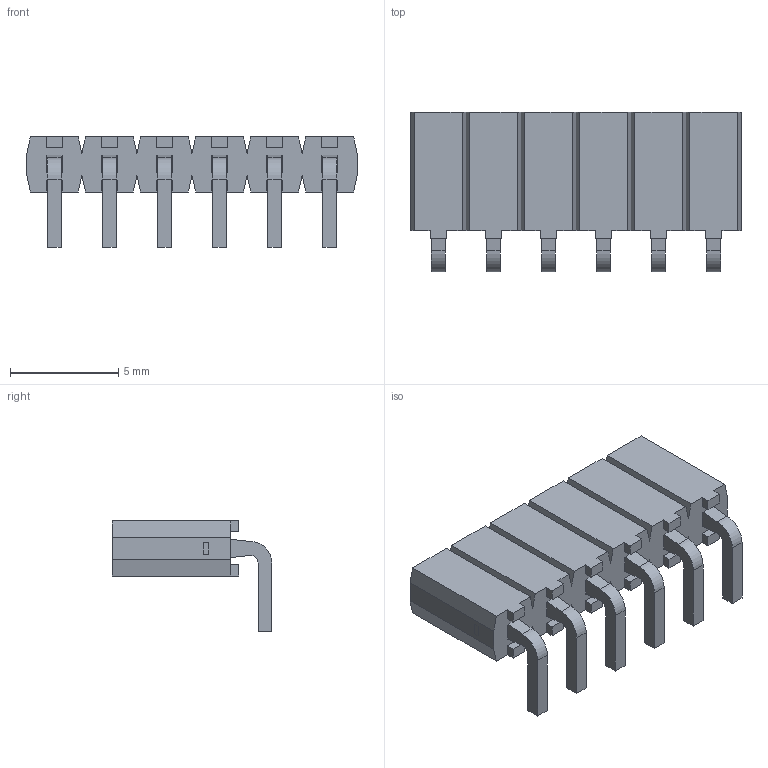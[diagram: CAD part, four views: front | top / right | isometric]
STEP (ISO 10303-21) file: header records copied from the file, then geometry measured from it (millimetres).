
FILE_DESCRIPTION(/* description */ (''),/* implementation_level */ '2;1');
FILE_NAME(/* name */ 'Header_Cassable_6Short-pins_AG3 v1.step',/* time_stamp */ '2020-05-23T16:54:28-04:00',/* author */ (''),/* organization */ (''),/* preprocessor_version */ 'ST-DEVELOPER v18.1',/* originating_system */ 'Autodesk Translation Framework v9.3.0.1241',/* authorisation */ '');
FILE_SCHEMA (('AUTOMOTIVE_DESIGN { 1 0 10303 214 3 1 1 }'));
Length unit declared in the file: inch
Products named in the file (3): Header_Cassable_6Short-pins_AG3; _SSA-132-W-T-RA_t; _SSA-132-W-T-RA_p
Assembly tree (2 placements, depth 2):
  Header_Cassable_6Short-pins_AG3
    _SSA-132-W-T-RA_t
    _SSA-132-W-T-RA_p
Bounding box: 15.24 x 7.37 x 5.08 mm (x, y, z)
Volume: 179.1 mm3; surface area: 765.9 mm2
Topology: 2 solids, 2 shells, 514 faces, 1494 edges, 984 vertices
Faces by surface type: plane 430, cylinder 84
Entity records: 16836 total; most frequent: CARTESIAN_POINT 2997, ORIENTED_EDGE 2988, DIRECTION 2700, EDGE_CURVE 1494, LINE 1326, VECTOR 1326, VERTEX_POINT 984, AXIS2_PLACEMENT_3D 687
